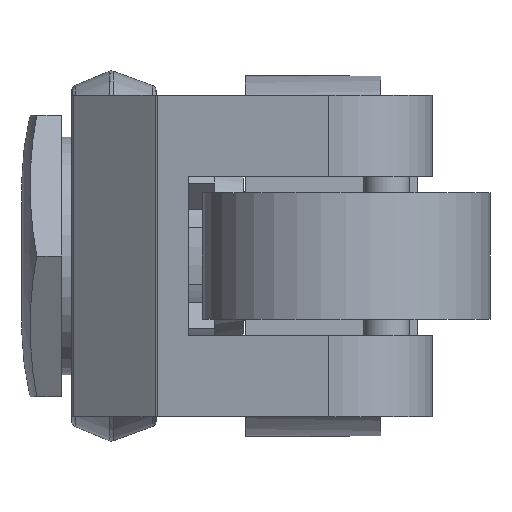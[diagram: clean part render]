
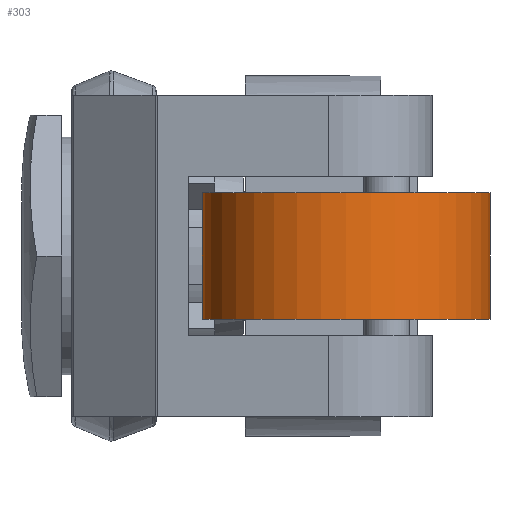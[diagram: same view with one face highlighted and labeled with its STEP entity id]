
A CAD part, left-side view. The second image highlights one B-rep face of the part: STEP entity #303.
In plain terms, the highlighted cylindrical face has radius 25.5 mm (diameter 51 mm), a full revolution.
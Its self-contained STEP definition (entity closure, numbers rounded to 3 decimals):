
#303 = ADVANCED_FACE( '', ( #690, #691 ), #692, .T. );
#690 = FACE_OUTER_BOUND( '', #1186, .T. );
#691 = FACE_OUTER_BOUND( '', #1187, .T. );
#692 = CYLINDRICAL_SURFACE( '', #1188, 25.5 );
#1186 = EDGE_LOOP( '', ( #2061 ) );
#1187 = EDGE_LOOP( '', ( #2062 ) );
#1188 = AXIS2_PLACEMENT_3D( '', #2063, #2064, #2065 );
#2061 = ORIENTED_EDGE( '', *, *, #3019, .F. );
#2062 = ORIENTED_EDGE( '', *, *, #3027, .T. );
#2063 = CARTESIAN_POINT( '', ( -46.543, -52.5, 11.25 ) );
#2064 = DIRECTION( '', ( 0., 0., 1. ) );
#2065 = DIRECTION( '', ( -1., 0., 0. ) );
#3019 = EDGE_CURVE( '', #3722, #3722, #3723, .T. );
#3027 = EDGE_CURVE( '', #3733, #3733, #3734, .T. );
#3722 = VERTEX_POINT( '', #4796 );
#3723 = CIRCLE( '', #4797, 25.5 );
#3733 = VERTEX_POINT( '', #4808 );
#3734 = CIRCLE( '', #4809, 25.5 );
#4796 = CARTESIAN_POINT( '', ( -21.043, -52.5, 11.25 ) );
#4797 = AXIS2_PLACEMENT_3D( '', #5461, #5462, #5463 );
#4808 = CARTESIAN_POINT( '', ( -21.043, -52.5, -11.25 ) );
#4809 = AXIS2_PLACEMENT_3D( '', #5474, #5475, #5476 );
#5461 = CARTESIAN_POINT( '', ( -46.543, -52.5, 11.25 ) );
#5462 = DIRECTION( '', ( 0., 0., 1. ) );
#5463 = DIRECTION( '', ( 1., 0., 0. ) );
#5474 = CARTESIAN_POINT( '', ( -46.543, -52.5, -11.25 ) );
#5475 = DIRECTION( '', ( 0., 0., 1. ) );
#5476 = DIRECTION( '', ( 1., 0., 0. ) );
